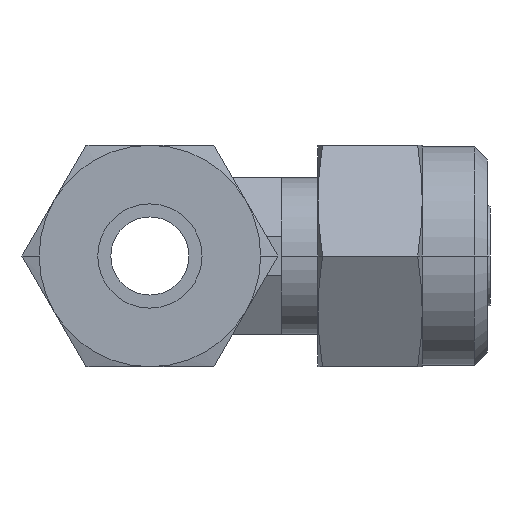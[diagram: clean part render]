
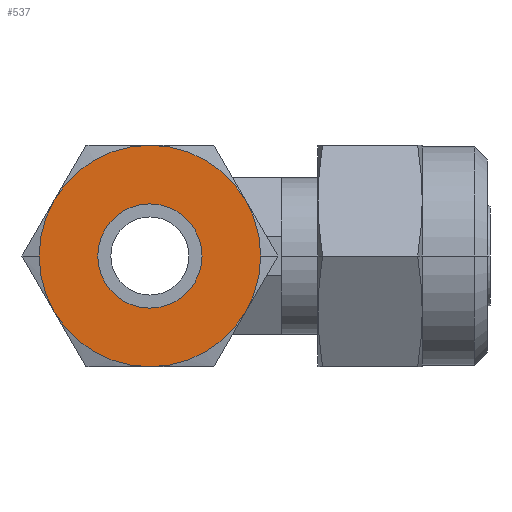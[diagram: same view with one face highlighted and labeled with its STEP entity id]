
A CAD part, left-side view. The second image highlights one B-rep face of the part: STEP entity #537.
In plain terms, the highlighted planar face has unit normal (-1, 0, 0).
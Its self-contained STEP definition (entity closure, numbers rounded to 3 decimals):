
#537 = ADVANCED_FACE( '', ( #1110, #1111 ), #1112, .T. );
#1110 = FACE_OUTER_BOUND( '', #1694, .T. );
#1111 = FACE_BOUND( '', #1695, .T. );
#1112 = PLANE( '', #1696 );
#1694 = EDGE_LOOP( '', ( #3743, #3744, #3745, #3746, #3747, #3748, #3749, #3750 ) );
#1695 = EDGE_LOOP( '', ( #3751, #3752 ) );
#1696 = AXIS2_PLACEMENT_3D( '', #3753, #3754, #3755 );
#3743 = ORIENTED_EDGE( '', *, *, #4436, .F. );
#3744 = ORIENTED_EDGE( '', *, *, #4437, .F. );
#3745 = ORIENTED_EDGE( '', *, *, #4432, .F. );
#3746 = ORIENTED_EDGE( '', *, *, #4433, .F. );
#3747 = ORIENTED_EDGE( '', *, *, #4393, .F. );
#3748 = ORIENTED_EDGE( '', *, *, #4434, .F. );
#3749 = ORIENTED_EDGE( '', *, *, #4435, .F. );
#3750 = ORIENTED_EDGE( '', *, *, #4389, .F. );
#3751 = ORIENTED_EDGE( '', *, *, #4443, .T. );
#3752 = ORIENTED_EDGE( '', *, *, #4373, .T. );
#3753 = CARTESIAN_POINT( '', ( -29., -6.25, 0. ) );
#3754 = DIRECTION( '', ( -1., 0., 0. ) );
#3755 = DIRECTION( '', ( 0., 1., 0. ) );
#4373 = EDGE_CURVE( '', #5352, #5349, #5353, .T. );
#4389 = EDGE_CURVE( '', #5377, #5380, #5381, .T. );
#4393 = EDGE_CURVE( '', #5386, #5384, #5388, .T. );
#4432 = EDGE_CURVE( '', #5404, #5423, #5449, .T. );
#4433 = EDGE_CURVE( '', #5384, #5404, #5450, .T. );
#4434 = EDGE_CURVE( '', #5436, #5386, #5451, .T. );
#4435 = EDGE_CURVE( '', #5380, #5436, #5452, .T. );
#4436 = EDGE_CURVE( '', #5416, #5377, #5453, .T. );
#4437 = EDGE_CURVE( '', #5423, #5416, #5454, .T. );
#4443 = EDGE_CURVE( '', #5349, #5352, #5460, .T. );
#5349 = VERTEX_POINT( '', #7202 );
#5352 = VERTEX_POINT( '', #7206 );
#5353 = CIRCLE( '', #7207, 4. );
#5377 = VERTEX_POINT( '', #7240 );
#5380 = VERTEX_POINT( '', #7244 );
#5381 = CIRCLE( '', #7245, 8.5 );
#5384 = VERTEX_POINT( '', #7257 );
#5386 = VERTEX_POINT( '', #7260 );
#5388 = CIRCLE( '', #7271, 8.5 );
#5404 = VERTEX_POINT( '', #7317 );
#5416 = VERTEX_POINT( '', #7367 );
#5423 = VERTEX_POINT( '', #7411 );
#5436 = VERTEX_POINT( '', #7488 );
#5449 = CIRCLE( '', #7538, 8.5 );
#5450 = CIRCLE( '', #7539, 8.5 );
#5451 = CIRCLE( '', #7540, 8.5 );
#5452 = CIRCLE( '', #7541, 8.5 );
#5453 = CIRCLE( '', #7542, 8.5 );
#5454 = CIRCLE( '', #7543, 8.5 );
#5460 = CIRCLE( '', #7549, 4. );
#7202 = CARTESIAN_POINT( '', ( -29., -4., 0. ) );
#7206 = CARTESIAN_POINT( '', ( -29., 4., 0. ) );
#7207 = AXIS2_PLACEMENT_3D( '', #8422, #8423, #8424 );
#7240 = CARTESIAN_POINT( '', ( -29., -8.5, 0. ) );
#7244 = CARTESIAN_POINT( '', ( -29., -7.361, -4.25 ) );
#7245 = AXIS2_PLACEMENT_3D( '', #8450, #8451, #8452 );
#7257 = CARTESIAN_POINT( '', ( -29., 8.5, 0. ) );
#7260 = CARTESIAN_POINT( '', ( -29., 7.361, -4.25 ) );
#7271 = AXIS2_PLACEMENT_3D( '', #8454, #8455, #8456 );
#7317 = CARTESIAN_POINT( '', ( -29., 7.361, 4.25 ) );
#7367 = CARTESIAN_POINT( '', ( -29., -7.361, 4.25 ) );
#7411 = CARTESIAN_POINT( '', ( -29., 0., 8.5 ) );
#7488 = CARTESIAN_POINT( '', ( -29., 0., -8.5 ) );
#7538 = AXIS2_PLACEMENT_3D( '', #8489, #8490, #8491 );
#7539 = AXIS2_PLACEMENT_3D( '', #8492, #8493, #8494 );
#7540 = AXIS2_PLACEMENT_3D( '', #8495, #8496, #8497 );
#7541 = AXIS2_PLACEMENT_3D( '', #8498, #8499, #8500 );
#7542 = AXIS2_PLACEMENT_3D( '', #8501, #8502, #8503 );
#7543 = AXIS2_PLACEMENT_3D( '', #8504, #8505, #8506 );
#7549 = AXIS2_PLACEMENT_3D( '', #8522, #8523, #8524 );
#8422 = CARTESIAN_POINT( '', ( -29., 0., 0. ) );
#8423 = DIRECTION( '', ( 1., 0., 0. ) );
#8424 = DIRECTION( '', ( 0., -1., 0. ) );
#8450 = CARTESIAN_POINT( '', ( -29., 0., 0. ) );
#8451 = DIRECTION( '', ( 1., 0., 0. ) );
#8452 = DIRECTION( '', ( 0., -1., 0. ) );
#8454 = CARTESIAN_POINT( '', ( -29., 0., 0. ) );
#8455 = DIRECTION( '', ( 1., 0., 0. ) );
#8456 = DIRECTION( '', ( 0., -1., 0. ) );
#8489 = CARTESIAN_POINT( '', ( -29., 0., 0. ) );
#8490 = DIRECTION( '', ( 1., 0., 0. ) );
#8491 = DIRECTION( '', ( 0., -1., 0. ) );
#8492 = CARTESIAN_POINT( '', ( -29., 0., 0. ) );
#8493 = DIRECTION( '', ( 1., 0., 0. ) );
#8494 = DIRECTION( '', ( 0., -1., 0. ) );
#8495 = CARTESIAN_POINT( '', ( -29., 0., 0. ) );
#8496 = DIRECTION( '', ( 1., 0., 0. ) );
#8497 = DIRECTION( '', ( 0., -1., 0. ) );
#8498 = CARTESIAN_POINT( '', ( -29., 0., 0. ) );
#8499 = DIRECTION( '', ( 1., 0., 0. ) );
#8500 = DIRECTION( '', ( 0., -1., 0. ) );
#8501 = CARTESIAN_POINT( '', ( -29., 0., 0. ) );
#8502 = DIRECTION( '', ( 1., 0., 0. ) );
#8503 = DIRECTION( '', ( 0., -1., 0. ) );
#8504 = CARTESIAN_POINT( '', ( -29., 0., 0. ) );
#8505 = DIRECTION( '', ( 1., 0., 0. ) );
#8506 = DIRECTION( '', ( 0., -1., 0. ) );
#8522 = CARTESIAN_POINT( '', ( -29., 0., 0. ) );
#8523 = DIRECTION( '', ( 1., 0., 0. ) );
#8524 = DIRECTION( '', ( 0., -1., 0. ) );
